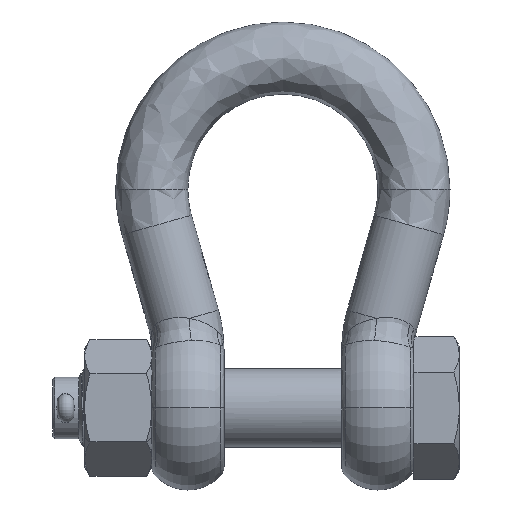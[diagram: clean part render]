
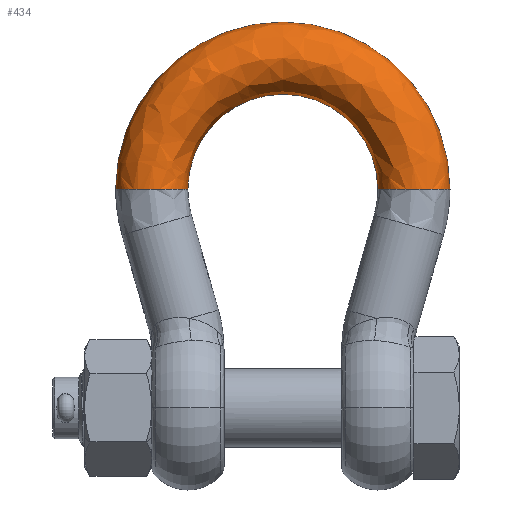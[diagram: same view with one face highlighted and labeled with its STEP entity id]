
A CAD part, top view. The second image highlights one B-rep face of the part: STEP entity #434.
In plain terms, the highlighted free-form (B-spline) face has degree [3, 3] with [4, 4] control points.
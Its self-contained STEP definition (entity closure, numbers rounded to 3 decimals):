
#434=ADVANCED_FACE('NONE',(#1676),#1677,.F.);
#1676=FACE_OUTER_BOUND('',#5710,.T.);
#1677=(B_SPLINE_SURFACE(3,3,((#5712,#5713,#5714,#5715),(#5716,#5717,#5718,#5719),(#5720,#5721,#5722,#5723),(#5724,#5725,#5726,#5727)),.UNSPECIFIED.,.F.,.F.,.F.)B_SPLINE_SURFACE_WITH_KNOTS((4,4),(4,4),(0.0,1.0),(0.0,1.0),.UNSPECIFIED.)RATIONAL_B_SPLINE_SURFACE(((1.0,0.333,0.333,1.0),(0.333,0.111,0.111,0.333),(0.333,0.111,0.111,0.333),(1.0,0.333,0.333,1.0)))BOUNDED_SURFACE()REPRESENTATION_ITEM('')GEOMETRIC_REPRESENTATION_ITEM()SURFACE());
#5710=EDGE_LOOP('',(#19657,#19658,#19659,#19660));
#5712=CARTESIAN_POINT('',(-46.005,106.0,0.));
#5713=CARTESIAN_POINT('',(-46.005,198.01,0.));
#5714=CARTESIAN_POINT('',(46.005,198.01,0.));
#5715=CARTESIAN_POINT('',(46.005,106.0,0.));
#5716=CARTESIAN_POINT('',(-46.005,106.0,34.99));
#5717=CARTESIAN_POINT('',(-46.005,198.01,34.99));
#5718=CARTESIAN_POINT('',(46.005,198.01,34.99));
#5719=CARTESIAN_POINT('',(46.005,106.0,34.99));
#5720=CARTESIAN_POINT('',(-80.995,106.0,34.99));
#5721=CARTESIAN_POINT('',(-80.995,267.99,34.99));
#5722=CARTESIAN_POINT('',(80.995,267.99,34.99));
#5723=CARTESIAN_POINT('',(80.995,106.0,34.99));
#5724=CARTESIAN_POINT('',(-80.995,106.0,0.));
#5725=CARTESIAN_POINT('',(-80.995,267.99,0.));
#5726=CARTESIAN_POINT('',(80.995,267.99,0.));
#5727=CARTESIAN_POINT('',(80.995,106.0,0.));
#19657=ORIENTED_EDGE('',*,*,#24722,.F.);
#19658=ORIENTED_EDGE('',*,*,#24765,.F.);
#19659=ORIENTED_EDGE('',*,*,#24766,.T.);
#19660=ORIENTED_EDGE('',*,*,#24763,.F.);
#24722=EDGE_CURVE('NONE',#28064,#28063,#28066,.T.);
#24763=EDGE_CURVE('NONE',#28063,#28124,#28125,.T.);
#24765=EDGE_CURVE('NONE',#28126,#28064,#28128,.T.);
#24766=EDGE_CURVE('NONE',#28126,#28124,#28129,.T.);
#28063=VERTEX_POINT('NONE',#37552);
#28064=VERTEX_POINT('NONE',#37553);
#28066=B_SPLINE_CURVE_WITH_KNOTS('',3,(#37601,#37602,#37603,#37604,#37605,#37606,#37607,#37608,#37609,#37610,#37611,#37612,#37613,#37614,#37615,#37616,#37617,#37618,#37619,#37620,#37621,#37622,#37623,#37624,#37625,#37626,#37627,#37628,#37629,#37630,#37631,#37632,#37633,#37634,#37635,#37636,#37637,#37638,#37639,#37640,#37641,#37642,#37643,#37644,#37645,#37646,#37647),.UNSPECIFIED.,.F.,.F.,(4,2,2,2,2,2,2,2,2,1,2,2,2,2,2,2,2,2,2,2,2,2,2,4),(0.,0.003,0.005,0.007,0.01,0.012,0.014,0.017,0.019,0.021,0.022,0.024,0.027,0.029,0.031,0.034,0.036,0.038,0.041,0.044,0.046,0.048,0.051,0.055),.UNSPECIFIED.);
#28124=VERTEX_POINT('NONE',#37896);
#28125=CIRCLE('',#37897,80.995);
#28126=VERTEX_POINT('NONE',#37898);
#28128=CIRCLE('',#37946,46.005);
#28129=B_SPLINE_CURVE_WITH_KNOTS('',3,(#37947,#37948,#37949,#37950,#37951,#37952,#37953,#37954,#37955,#37956,#37957,#37958,#37959,#37960,#37961,#37962,#37963,#37964,#37965,#37966,#37967,#37968,#37969,#37970,#37971,#37972,#37973,#37974,#37975,#37976,#37977,#37978,#37979,#37980,#37981,#37982,#37983,#37984,#37985,#37986,#37987,#37988,#37989,#37990,#37991,#37992,#37993),.UNSPECIFIED.,.F.,.F.,(4,2,2,2,2,2,2,2,2,1,2,2,2,2,2,2,2,2,2,2,2,2,2,4),(0.0,0.003,0.005,0.007,0.01,0.012,0.014,0.017,0.019,0.021,0.022,0.024,0.027,0.029,0.031,0.034,0.036,0.038,0.041,0.044,0.046,0.048,0.051,0.055),.UNSPECIFIED.);
#37552=CARTESIAN_POINT('',(-80.995,106.0,0.));
#37553=CARTESIAN_POINT('',(-46.005,106.0,0.));
#37601=CARTESIAN_POINT('',(-46.005,106.0,0.));
#37602=CARTESIAN_POINT('',(-46.005,106.0,1.156));
#37603=CARTESIAN_POINT('',(-46.118,106.0,2.292));
#37604=CARTESIAN_POINT('',(-46.452,106.0,3.969));
#37605=CARTESIAN_POINT('',(-46.59,106.0,4.523));
#37606=CARTESIAN_POINT('',(-46.923,106.0,5.622));
#37607=CARTESIAN_POINT('',(-47.118,106.0,6.168));
#37608=CARTESIAN_POINT('',(-47.777,106.0,7.757));
#37609=CARTESIAN_POINT('',(-48.314,106.0,8.762));
#37610=CARTESIAN_POINT('',(-49.266,106.0,10.188));
#37611=CARTESIAN_POINT('',(-49.609,106.0,10.652));
#37612=CARTESIAN_POINT('',(-50.341,106.0,11.543));
#37613=CARTESIAN_POINT('',(-50.726,106.0,11.968));
#37614=CARTESIAN_POINT('',(-51.936,106.0,13.178));
#37615=CARTESIAN_POINT('',(-52.817,106.0,13.902));
#37616=CARTESIAN_POINT('',(-54.251,106.0,14.861));
#37617=CARTESIAN_POINT('',(-54.748,106.0,15.159));
#37618=CARTESIAN_POINT('',(-55.758,106.0,15.699));
#37619=CARTESIAN_POINT('',(-56.789,106.0,16.187));
#37620=CARTESIAN_POINT('',(-57.863,106.0,16.572));
#37621=CARTESIAN_POINT('',(-58.958,106.0,16.905));
#37622=CARTESIAN_POINT('',(-59.519,106.0,17.046));
#37623=CARTESIAN_POINT('',(-61.212,106.0,17.383));
#37624=CARTESIAN_POINT('',(-62.347,106.0,17.494));
#37625=CARTESIAN_POINT('',(-64.059,106.0,17.495));
#37626=CARTESIAN_POINT('',(-64.63,106.0,17.468));
#37627=CARTESIAN_POINT('',(-65.777,106.0,17.356));
#37628=CARTESIAN_POINT('',(-66.349,106.0,17.271));
#37629=CARTESIAN_POINT('',(-68.031,106.0,16.937));
#37630=CARTESIAN_POINT('',(-69.122,106.0,16.607));
#37631=CARTESIAN_POINT('',(-70.711,106.0,15.95));
#37632=CARTESIAN_POINT('',(-71.235,106.0,15.703));
#37633=CARTESIAN_POINT('',(-72.249,106.0,15.161));
#37634=CARTESIAN_POINT('',(-72.739,106.0,14.868));
#37635=CARTESIAN_POINT('',(-74.161,106.0,13.918));
#37636=CARTESIAN_POINT('',(-75.045,106.0,13.196));
#37637=CARTESIAN_POINT('',(-76.679,106.0,11.564));
#37638=CARTESIAN_POINT('',(-77.405,106.0,10.679));
#37639=CARTESIAN_POINT('',(-78.355,106.0,9.258));
#37640=CARTESIAN_POINT('',(-78.65,106.0,8.769));
#37641=CARTESIAN_POINT('',(-79.192,106.0,7.758));
#37642=CARTESIAN_POINT('',(-79.44,106.0,7.233));
#37643=CARTESIAN_POINT('',(-80.1,106.0,5.643));
#37644=CARTESIAN_POINT('',(-80.431,106.0,4.553));
#37645=CARTESIAN_POINT('',(-80.879,106.0,2.312));
#37646=CARTESIAN_POINT('',(-80.995,106.0,1.156));
#37647=CARTESIAN_POINT('',(-80.995,106.0,0.));
#37896=CARTESIAN_POINT('',(80.995,106.0,0.));
#37897=AXIS2_PLACEMENT_3D('',#47505,#47506,#47507);
#37898=CARTESIAN_POINT('',(46.005,106.0,0.));
#37946=AXIS2_PLACEMENT_3D('',#47508,#47509,#47510);
#37947=CARTESIAN_POINT('',(46.005,106.0,0.));
#37948=CARTESIAN_POINT('',(46.005,106.0,1.156));
#37949=CARTESIAN_POINT('',(46.118,106.0,2.292));
#37950=CARTESIAN_POINT('',(46.452,106.0,3.969));
#37951=CARTESIAN_POINT('',(46.59,106.0,4.523));
#37952=CARTESIAN_POINT('',(46.923,106.0,5.622));
#37953=CARTESIAN_POINT('',(47.118,106.0,6.168));
#37954=CARTESIAN_POINT('',(47.777,106.0,7.757));
#37955=CARTESIAN_POINT('',(48.314,106.0,8.762));
#37956=CARTESIAN_POINT('',(49.266,106.0,10.188));
#37957=CARTESIAN_POINT('',(49.609,106.0,10.652));
#37958=CARTESIAN_POINT('',(50.341,106.0,11.543));
#37959=CARTESIAN_POINT('',(50.726,106.0,11.968));
#37960=CARTESIAN_POINT('',(51.936,106.0,13.178));
#37961=CARTESIAN_POINT('',(52.817,106.0,13.902));
#37962=CARTESIAN_POINT('',(54.251,106.0,14.861));
#37963=CARTESIAN_POINT('',(54.748,106.0,15.159));
#37964=CARTESIAN_POINT('',(55.758,106.0,15.699));
#37965=CARTESIAN_POINT('',(56.789,106.0,16.187));
#37966=CARTESIAN_POINT('',(57.863,106.0,16.572));
#37967=CARTESIAN_POINT('',(58.958,106.0,16.905));
#37968=CARTESIAN_POINT('',(59.519,106.0,17.046));
#37969=CARTESIAN_POINT('',(61.212,106.0,17.383));
#37970=CARTESIAN_POINT('',(62.347,106.0,17.494));
#37971=CARTESIAN_POINT('',(64.059,106.0,17.495));
#37972=CARTESIAN_POINT('',(64.63,106.0,17.468));
#37973=CARTESIAN_POINT('',(65.777,106.0,17.356));
#37974=CARTESIAN_POINT('',(66.349,106.0,17.271));
#37975=CARTESIAN_POINT('',(68.031,106.0,16.937));
#37976=CARTESIAN_POINT('',(69.122,106.0,16.607));
#37977=CARTESIAN_POINT('',(70.711,106.0,15.95));
#37978=CARTESIAN_POINT('',(71.235,106.0,15.703));
#37979=CARTESIAN_POINT('',(72.249,106.0,15.161));
#37980=CARTESIAN_POINT('',(72.739,106.0,14.868));
#37981=CARTESIAN_POINT('',(74.161,106.0,13.918));
#37982=CARTESIAN_POINT('',(75.045,106.0,13.196));
#37983=CARTESIAN_POINT('',(76.679,106.0,11.564));
#37984=CARTESIAN_POINT('',(77.405,106.0,10.679));
#37985=CARTESIAN_POINT('',(78.355,106.0,9.258));
#37986=CARTESIAN_POINT('',(78.65,106.0,8.769));
#37987=CARTESIAN_POINT('',(79.192,106.0,7.758));
#37988=CARTESIAN_POINT('',(79.44,106.0,7.233));
#37989=CARTESIAN_POINT('',(80.1,106.0,5.643));
#37990=CARTESIAN_POINT('',(80.431,106.0,4.553));
#37991=CARTESIAN_POINT('',(80.879,106.0,2.312));
#37992=CARTESIAN_POINT('',(80.995,106.0,1.156));
#37993=CARTESIAN_POINT('',(80.995,106.0,0.));
#47505=CARTESIAN_POINT('',(0.0,106.0,0.));
#47506=DIRECTION('',(0.0,0.0,-1.0));
#47507=DIRECTION('',(-1.0,0.0,0.0));
#47508=CARTESIAN_POINT('',(0.0,106.0,0.));
#47509=DIRECTION('',(0.0,0.0,1.0));
#47510=DIRECTION('',(-1.0,0.0,0.0));
